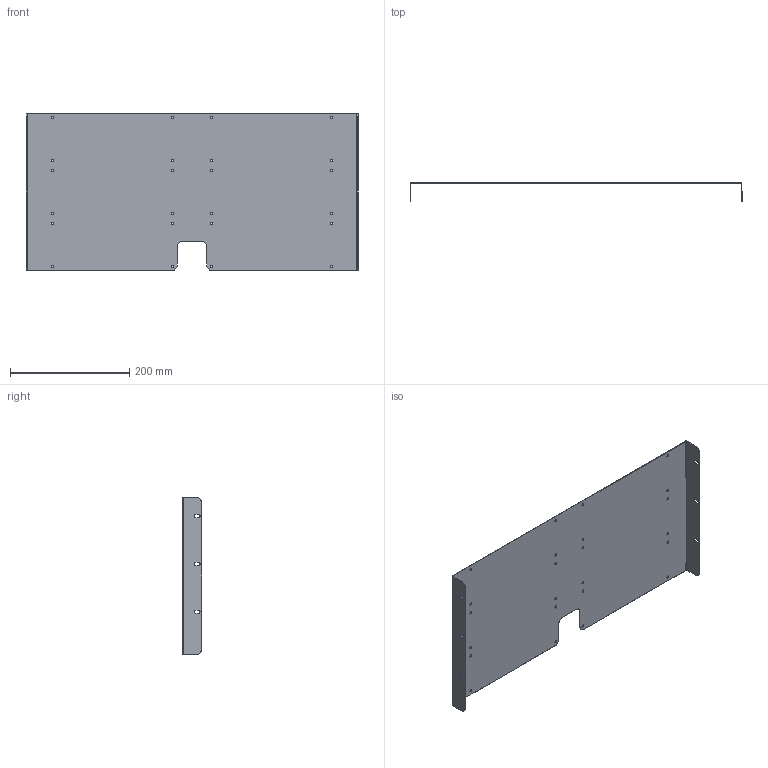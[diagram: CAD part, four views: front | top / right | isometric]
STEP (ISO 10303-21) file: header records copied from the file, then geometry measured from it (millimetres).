
FILE_DESCRIPTION (( 'STEP AP214' ), '1' );
FILE_NAME ('mocowanie_zasilaczy.STEP', '2021-09-21T18:25:15', ( '' ), ( '' ), 'SwSTEP 2.0', 'SolidWorks 2020', '' );
FILE_SCHEMA (( 'AUTOMOTIVE_DESIGN' ));
Length unit declared in the file: millimetre
Products named in the file (1): mocowanie_zasilaczy
Bounding box: 557 x 32 x 265 mm (x, y, z)
Volume: 160598.5 mm3; surface area: 323484.3 mm2
Topology: 1 solids, 1 shells, 112 faces, 314 edges, 204 vertices
Faces by surface type: cylinder 78, plane 34
Entity records: 3820 total; most frequent: DIRECTION 696, CARTESIAN_POINT 631, ORIENTED_EDGE 628, EDGE_CURVE 314, AXIS2_PLACEMENT_3D 269, VERTEX_POINT 204, EDGE_LOOP 172, LINE 158
